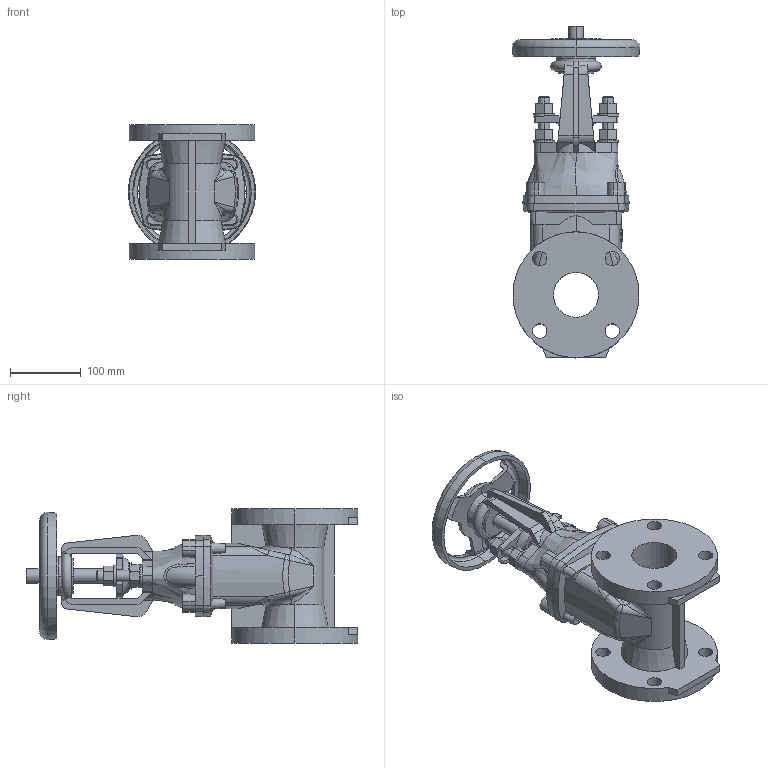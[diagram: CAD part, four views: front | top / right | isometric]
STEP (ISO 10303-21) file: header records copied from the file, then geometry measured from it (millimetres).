
FILE_DESCRIPTION (( 'STEP AP203' ), '1' );
FILE_NAME ('O_45_56_DN065_X1_AA1_step.step', '2015-08-25T09:18:24', ( 'Windows User' ), ( 'AVK' ), 'SwSTEP 2.0', 'SolidWorks 2012', '' );
FILE_SCHEMA (( 'CONFIG_CONTROL_DESIGN' ));
Length unit declared in the file: millimetre
Products named in the file (1): O_45_56_DN065_X1_AA1_step
Bounding box: 180 x 469 x 190 mm (x, y, z)
Volume: 3779991.1 mm3; surface area: 403351.1 mm2
Topology: 1 solids, 1 shells, 552 faces, 1495 edges, 952 vertices
Faces by surface type: plane 193, cylinder 151, cone 99, bspline 86, torus 23
Entity records: 26838 total; most frequent: CARTESIAN_POINT 13817, ORIENTED_EDGE 2982, DIRECTION 2403, EDGE_CURVE 1491, AXIS2_PLACEMENT_3D 978, VERTEX_POINT 952, EDGE_LOOP 595, FACE_OUTER_BOUND 552
